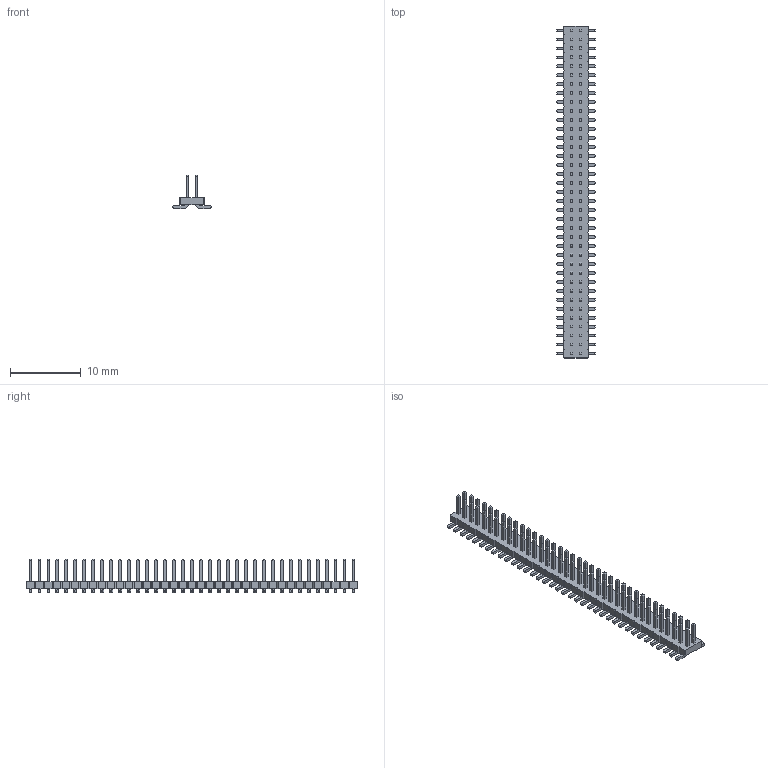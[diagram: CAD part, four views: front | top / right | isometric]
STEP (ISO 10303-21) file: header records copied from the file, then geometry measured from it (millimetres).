
FILE_DESCRIPTION(/* description */ ('model of Pin_Header_Straight_2x37_Pitch1.27mm_SMD'),/* implementation_level */ '2;1');
FILE_NAME(/* name */ 'Pin_Header_Straight_2x37_Pitch1.27mm_SMD.step',/* time_stamp */ '2017-08-19T04:34:28',/* author */ ('kicad StepUp','ksu'),/* organization */ ('FreeCAD'),/* preprocessor_version */ 'OCC',/* originating_system */ 'kicad StepUp',/* authorisation */ '');
FILE_SCHEMA(('AUTOMOTIVE_DESIGN { 1 0 10303 214 1 1 1 1 }'));
Length unit declared in the file: millimetre
Products named in the file (1): Pin_Header_Straight_2x37_Pitch127mm_SMD
Bounding box: 5.5 x 46.99 x 4.68 mm (x, y, z)
Volume: 220.6 mm3; surface area: 1036.2 mm2
Topology: 1 solids, 1 shells, 1706 faces, 4076 edges, 2520 vertices
Faces by surface type: plane 1558, cylinder 148
Entity records: 59775 total; most frequent: CARTESIAN_POINT 8303, ORIENTED_EDGE 8152, DIRECTION 7786, EDGE_CURVE 4076, LINE 3780, VECTOR 3780, VERTEX_POINT 2520, AXIS2_PLACEMENT_3D 2003
